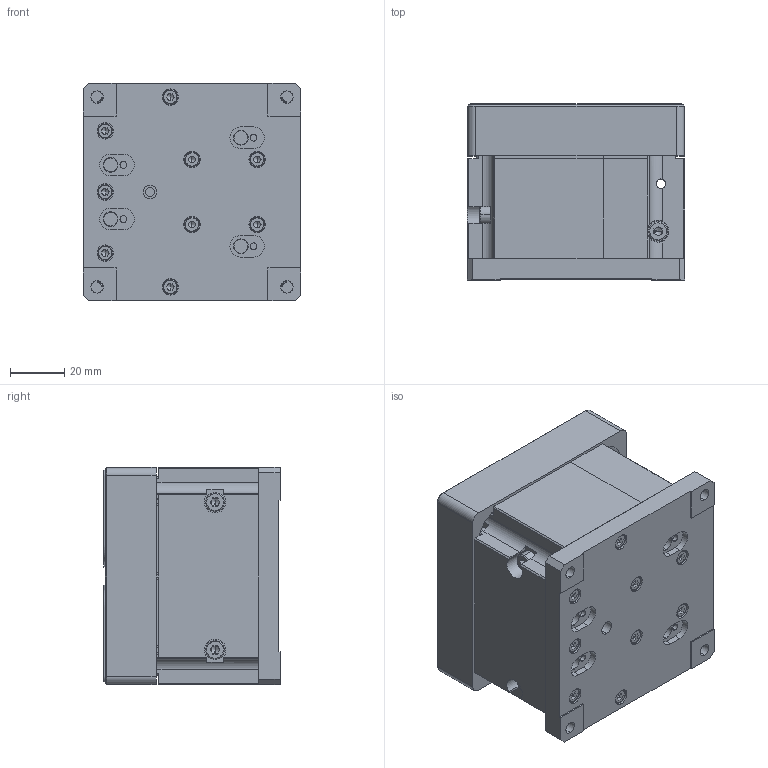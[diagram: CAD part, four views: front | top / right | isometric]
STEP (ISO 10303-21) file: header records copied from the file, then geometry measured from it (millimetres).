
FILE_DESCRIPTION (( 'STEP AP203' ), '1' );
FILE_NAME ('526964.STEP', '2025-07-21T08:24:08', ( '' ), ( '' ), 'SwSTEP 2.0', 'SolidWorks 2020', '' );
FILE_SCHEMA (( 'CONFIG_CONTROL_DESIGN' ));
Length unit declared in the file: millimetre
Products named in the file (14): JCEL盓殤-VS3-0812-JC-V3-20250325; socket head cap screw_din_DIN 912 M3 x 5 --- 5N; socket csink head cap screw 10642_din_EN ISO 10642 - M3 x 8 - 8N; socket head cap screw_din_DIN 912 M2 x 3 --- 3N; 絳寢盓殤2-VS3-0812-JC-V3-20250325; 葩璃 VR3_7Z_BCJ^葩璃 VR3-50x7Z1; 耜醱俋褲-VS3-0812-JC-V3-20250325; 葩璃 VR3_50_GD^葩璃 VR3-50x7Z1; 價釱-VS3-0812-JC-V3-20250325; 526964; 絳寢盓殤1-VS3-0812-JC-V3-20250325; socket head cap screw_din_DIN 912 M4 x 6 --- 6N; 葩璃 VR3-50x7Z1; 怢醱-VS3-0812-JC-V3-20250325
Assembly tree (36 placements, depth 3):
  526964
    價釱-VS3-0812-JC-V3-20250325
    絳寢盓殤1-VS3-0812-JC-V3-20250325
    絳寢盓殤2-VS3-0812-JC-V3-20250325
    耜醱俋褲-VS3-0812-JC-V3-20250325
    怢醱-VS3-0812-JC-V3-20250325
    JCEL盓殤-VS3-0812-JC-V3-20250325
    葩璃 VR3-50x7Z1  x2
      葩璃 VR3_50_GD^葩璃 VR3-50x7Z1
      葩璃 VR3_7Z_BCJ^葩璃 VR3-50x7Z1
    socket head cap screw_din_DIN 912 M4 x 6 --- 6N  x7
    socket csink head cap screw 10642_din_EN ISO 10642 - M3 x 8 - 8N  x5
    socket head cap screw_din_DIN 912 M3 x 5 --- 5N  x9
    socket head cap screw_din_DIN 912 M2 x 3 --- 3N  x4
Bounding box: 80 x 65 x 80 mm (x, y, z)
Volume: 321901.6 mm3; surface area: 121536.5 mm2
Topology: 37 solids, 37 shells, 1804 faces, 4488 edges, 2769 vertices
Faces by surface type: plane 834, cylinder 613, cone 233, bspline 108, torus 16
Full cylindrical faces by diameter (mm): 3.5 x1, 4.5 x4
Entity records: 37044 total; most frequent: CARTESIAN_POINT 7500, DIRECTION 5921, ORIENTED_EDGE 5564, EDGE_CURVE 2782, AXIS2_PLACEMENT_3D 2169, VERTEX_POINT 1815, VECTOR 1583, LINE 1583
